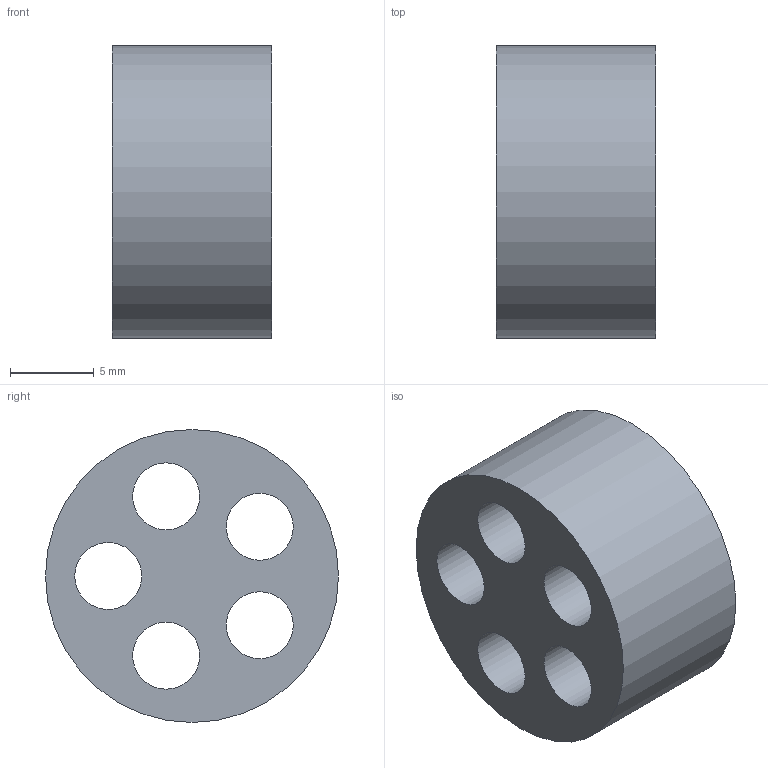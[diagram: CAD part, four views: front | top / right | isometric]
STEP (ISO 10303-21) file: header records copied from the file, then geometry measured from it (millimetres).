
FILE_DESCRIPTION( ( 'STEP AP214' ), '1' );
FILE_NAME( 'SKINTOP DIX PG 16 5x4 Art. Nr. 53616540.stp', '2020-06-02T09:15:01', ( 'License CC BY-ND 4.0' ), ( 'CADENAS' ), ' ', 'PARTsolutions', ' ' );
FILE_SCHEMA( ( 'AUTOMOTIVE_DESIGN { 1 0 10303 214 1 1 1 1 }' ) );
Length unit declared in the file: millimetre
Products named in the file (1): _SKINTOP DIX PG 16 5x4      Art. Nr. 53616540
Bounding box: 9.5 x 17.5 x 17.5 mm (x, y, z)
Volume: 1686.6 mm3; surface area: 1481.4 mm2
Topology: 1 solids, 1 shells, 34 faces, 90 edges, 60 vertices
Faces by surface type: plane 18, cylinder 16
Full cylindrical faces by diameter (mm): 4 x5, 17.5 x1
Entity records: 1344 total; most frequent: DIRECTION 186, CARTESIAN_POINT 179, ORIENTED_EDGE 168, EDGE_CURVE 84, AXIS2_PLACEMENT_3D 67, VERTEX_POINT 60, EDGE_LOOP 52, LINE 52
